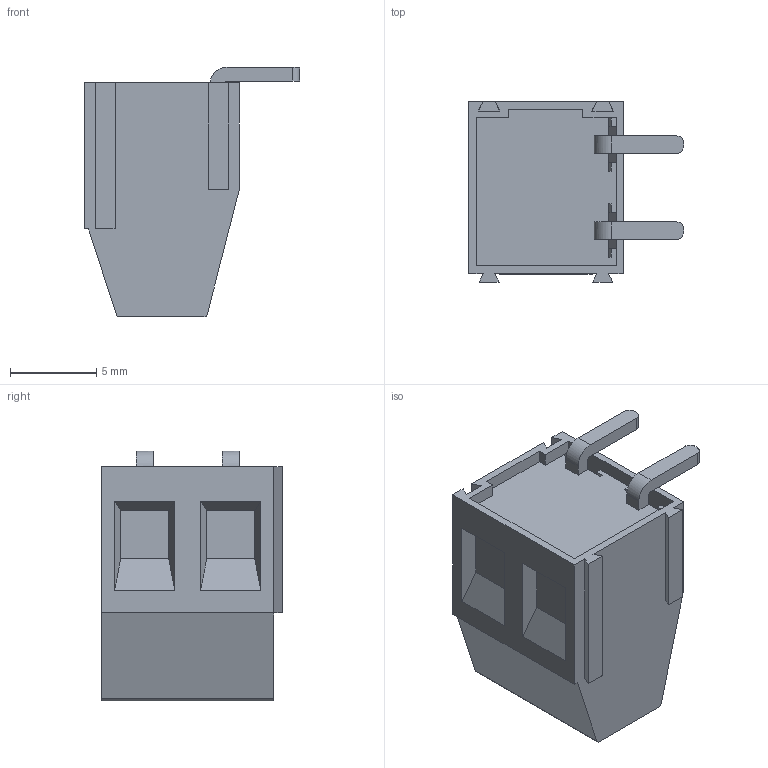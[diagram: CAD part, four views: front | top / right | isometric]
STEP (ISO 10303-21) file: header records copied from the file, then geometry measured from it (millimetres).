
FILE_DESCRIPTION( ('This file contains a STEP AP42 implementation' ,'as created by ZW3D STEP Interface translator.') ,'2;1' );
FILE_NAME( 'WJ125R-5.0-02P.stp' ,'22 727.134746', (''), ('ZWCAD Software Co.'), 'Version 1.0', 'ZW3D to STEP translator', '' );
FILE_SCHEMA(('AUTOMOTIVE_DESIGN'));
Length unit declared in the file: millimetre
Products named in the file (2): 0; wj125r-500-xxp-1yy-00A_asm
Bounding box: 12.5 x 10.5 x 14.5 mm (x, y, z)
Volume: 1003.9 mm3; surface area: 945.2 mm2
Topology: 1 solids, 1 shells, 203 faces, 554 edges, 364 vertices
Faces by surface type: bspline 203
Entity records: 9299 total; most frequent: CARTESIAN_POINT 5839, ORIENTED_EDGE 1108, EDGE_CURVE 554, B_SPLINE_CURVE_WITH_KNOTS 415, VERTEX_POINT 364, EDGE_LOOP 226, FACE_OUTER_BOUND 203, ADVANCED_FACE 203
